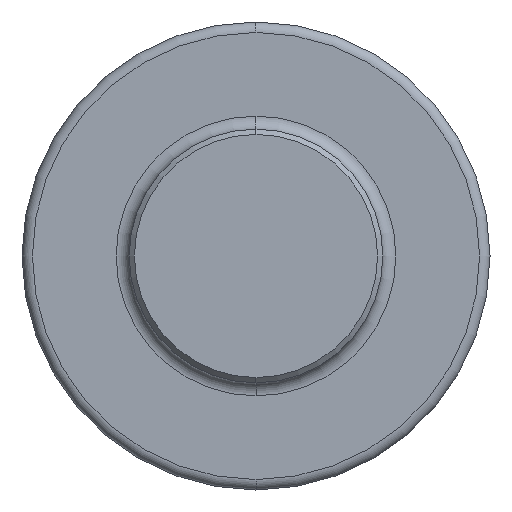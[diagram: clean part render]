
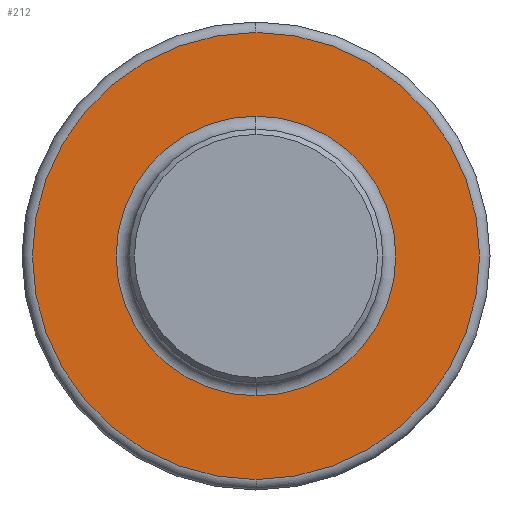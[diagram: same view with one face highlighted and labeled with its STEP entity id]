
A CAD part, left-side view. The second image highlights one B-rep face of the part: STEP entity #212.
In plain terms, the highlighted planar face has unit normal (-1, 0, 0).
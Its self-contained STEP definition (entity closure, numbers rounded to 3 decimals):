
#36 = PLANE ( 'NONE',  #526 ) ;
#42 = DIRECTION ( 'NONE',  ( 0., 0., -1. ) ) ;
#49 = VERTEX_POINT ( 'NONE', #446 ) ;
#59 = CARTESIAN_POINT ( 'NONE',  ( -0.75, 0., 0. ) ) ;
#63 = CARTESIAN_POINT ( 'NONE',  ( -0.75, 0., 0. ) ) ;
#66 = AXIS2_PLACEMENT_3D ( 'NONE', #517, #485, #42 ) ;
#81 = VERTEX_POINT ( 'NONE', #592 ) ;
#87 = CARTESIAN_POINT ( 'NONE',  ( -0.75, 0., 0. ) ) ;
#120 = CARTESIAN_POINT ( 'NONE',  ( -0.75, 0., 4.275 ) ) ;
#146 = AXIS2_PLACEMENT_3D ( 'NONE', #63, #630, #465 ) ;
#152 = EDGE_CURVE ( 'NONE', #521, #49, #551, .T. ) ;
#182 = EDGE_CURVE ( 'NONE', #81, #602, #616, .T. ) ;
#199 = CIRCLE ( 'NONE', #66, 2.675 ) ;
#209 = FACE_OUTER_BOUND ( 'NONE', #615, .T. ) ;
#212 = ADVANCED_FACE ( 'NONE', ( #209, #469 ), #36, .F. ) ;
#218 = DIRECTION ( 'NONE',  ( 1., 0., 0. ) ) ;
#238 = CARTESIAN_POINT ( 'NONE',  ( -0.75, 0., 2.675 ) ) ;
#243 = EDGE_LOOP ( 'NONE', ( #267, #271 ) ) ;
#245 = EDGE_CURVE ( 'NONE', #49, #521, #199, .T. ) ;
#267 = ORIENTED_EDGE ( 'NONE', *, *, #245, .T. ) ;
#271 = ORIENTED_EDGE ( 'NONE', *, *, #152, .T. ) ;
#296 = DIRECTION ( 'NONE',  ( -1., 0., 0. ) ) ;
#323 = DIRECTION ( 'NONE',  ( 1., 0., 0. ) ) ;
#368 = AXIS2_PLACEMENT_3D ( 'NONE', #87, #296, #681 ) ;
#430 = AXIS2_PLACEMENT_3D ( 'NONE', #59, #218, #570 ) ;
#437 = CIRCLE ( 'NONE', #368, 4.275 ) ;
#446 = CARTESIAN_POINT ( 'NONE',  ( -0.75, 0., -2.675 ) ) ;
#465 = DIRECTION ( 'NONE',  ( 0., 0., -1. ) ) ;
#469 = FACE_BOUND ( 'NONE', #243, .T. ) ;
#473 = DIRECTION ( 'NONE',  ( 0., 0., -1. ) ) ;
#485 = DIRECTION ( 'NONE',  ( 1., 0., 0. ) ) ;
#517 = CARTESIAN_POINT ( 'NONE',  ( -0.75, 0., 0. ) ) ;
#521 = VERTEX_POINT ( 'NONE', #238 ) ;
#525 = EDGE_CURVE ( 'NONE', #602, #81, #437, .T. ) ;
#526 = AXIS2_PLACEMENT_3D ( 'NONE', #637, #323, #473 ) ;
#551 = CIRCLE ( 'NONE', #430, 2.675 ) ;
#570 = DIRECTION ( 'NONE',  ( 0., 0., -1. ) ) ;
#592 = CARTESIAN_POINT ( 'NONE',  ( -0.75, 0., -4.275 ) ) ;
#602 = VERTEX_POINT ( 'NONE', #120 ) ;
#615 = EDGE_LOOP ( 'NONE', ( #708, #645 ) ) ;
#616 = CIRCLE ( 'NONE', #146, 4.275 ) ;
#630 = DIRECTION ( 'NONE',  ( -1., 0., 0. ) ) ;
#637 = CARTESIAN_POINT ( 'NONE',  ( -0.75, 0., 0. ) ) ;
#645 = ORIENTED_EDGE ( 'NONE', *, *, #525, .T. ) ;
#681 = DIRECTION ( 'NONE',  ( 0., 0., -1. ) ) ;
#708 = ORIENTED_EDGE ( 'NONE', *, *, #182, .T. ) ;
